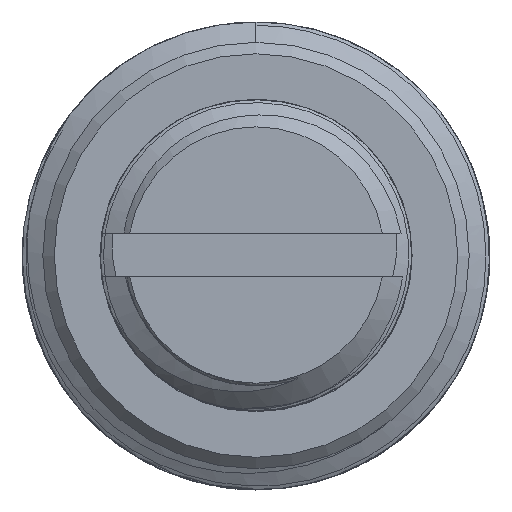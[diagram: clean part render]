
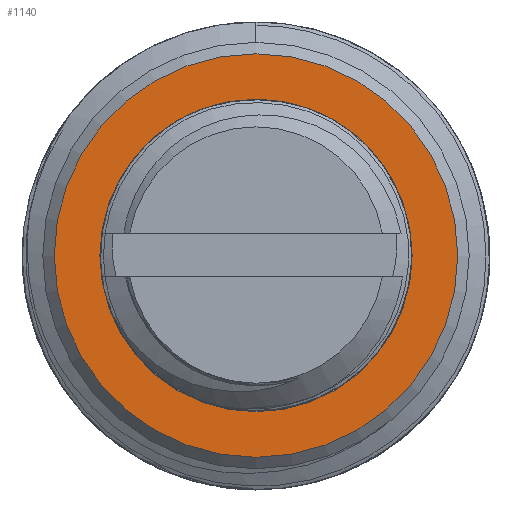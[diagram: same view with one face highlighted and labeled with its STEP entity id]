
A CAD part, top view. The second image highlights one B-rep face of the part: STEP entity #1140.
In plain terms, the highlighted planar face has unit normal (0, 0, 1).
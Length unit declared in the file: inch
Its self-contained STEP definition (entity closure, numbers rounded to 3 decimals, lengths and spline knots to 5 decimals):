
#14=FACE_BOUND('',#215,.T.);
#34=PLANE('',#1223);
#81=CIRCLE('',#1191,0.1615);
#92=CIRCLE('',#1224,0.125);
#152=FACE_OUTER_BOUND('',#214,.T.);
#214=EDGE_LOOP('',(#986));
#215=EDGE_LOOP('',(#987));
#449=VERTEX_POINT('',#4165);
#495=VERTEX_POINT('',#5955);
#581=EDGE_CURVE('',#449,#449,#81,.T.);
#662=EDGE_CURVE('',#495,#495,#92,.T.);
#986=ORIENTED_EDGE('',*,*,#581,.T.);
#987=ORIENTED_EDGE('',*,*,#662,.F.);
#1140=ADVANCED_FACE('',(#152,#14),#34,.T.);
#1191=AXIS2_PLACEMENT_3D('',#4166,#1295,#1296);
#1223=AXIS2_PLACEMENT_3D('',#5954,#1372,#1373);
#1224=AXIS2_PLACEMENT_3D('',#5956,#1374,#1375);
#1295=DIRECTION('center_axis',(0.,0.,1.));
#1296=DIRECTION('ref_axis',(1.,0.,0.));
#1372=DIRECTION('center_axis',(0.,0.,1.));
#1373=DIRECTION('ref_axis',(1.,0.,0.));
#1374=DIRECTION('center_axis',(0.,0.,1.));
#1375=DIRECTION('ref_axis',(1.,0.,0.));
#4165=CARTESIAN_POINT('',(0.,-0.1615,-0.0425));
#4166=CARTESIAN_POINT('Origin',(0.,0.,-0.0425));
#5954=CARTESIAN_POINT('Origin',(0.,0.125,-0.0425));
#5955=CARTESIAN_POINT('',(0.,-0.125,-0.0425));
#5956=CARTESIAN_POINT('Origin',(0.,0.,-0.0425));
